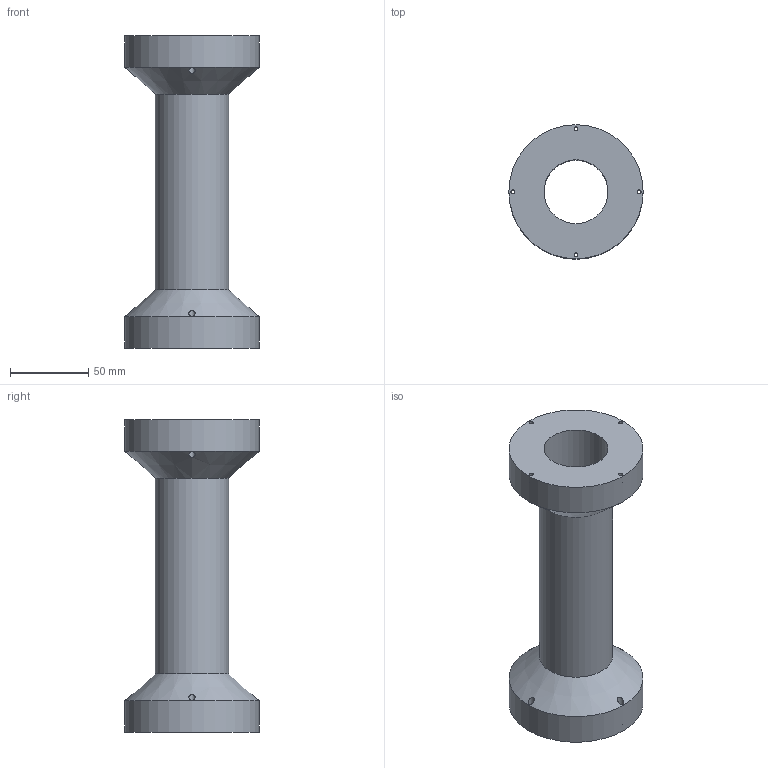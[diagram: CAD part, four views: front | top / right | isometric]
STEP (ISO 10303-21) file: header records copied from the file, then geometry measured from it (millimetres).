
FILE_DESCRIPTION(/* description */ (''),/* implementation_level */ '2;1');
FILE_NAME(/* name */ 'Eslabon R2 v6.step',/* time_stamp */ '2025-07-14T22:48:24-05:00',/* author */ (''),/* organization */ (''),/* preprocessor_version */ 'ST-DEVELOPER v20.1',/* originating_system */ 'Autodesk Translation Framework v14.10.0.0',/* authorisation */ '');
FILE_SCHEMA (('AUTOMOTIVE_DESIGN { 1 0 10303 214 3 1 1 }'));
Length unit declared in the file: millimetre
Products named in the file (1): Eslabon R2
Bounding box: 86 x 86 x 200 mm (x, y, z)
Volume: 307301.2 mm3; surface area: 76886.3 mm2
Topology: 1 solids, 1 shells, 32 faces, 77 edges, 53 vertices
Faces by surface type: cylinder 20, plane 10, cone 2
Full cylindrical faces by diameter (mm): 2.529 x8, 4 x8, 41 x1, 47 x1, 86 x2
Entity records: 1303 total; most frequent: CARTESIAN_POINT 477, DIRECTION 160, ORIENTED_EDGE 154, EDGE_CURVE 77, AXIS2_PLACEMENT_3D 68, EDGE_LOOP 56, VERTEX_POINT 53, CIRCLE 35
